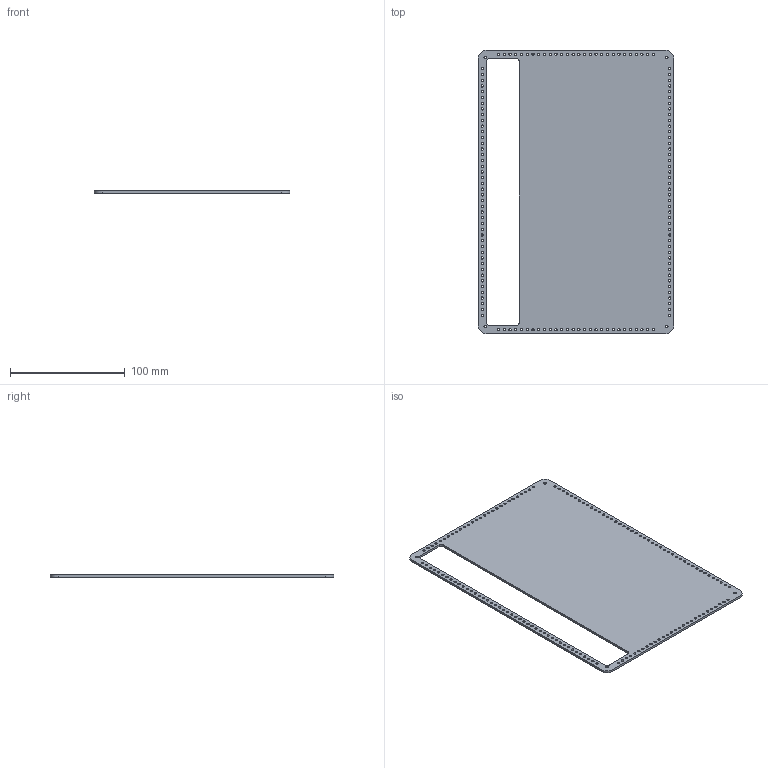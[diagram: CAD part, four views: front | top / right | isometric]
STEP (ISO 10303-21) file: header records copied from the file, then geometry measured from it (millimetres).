
FILE_DESCRIPTION(/* description */ (''),/* implementation_level */ '2;1');
FILE_NAME(/* name */ 'Mounting Plate.step',/* time_stamp */ '2019-09-16T11:24:04+02:00',/* author */ (''),/* organization */ (''),/* preprocessor_version */ 'ST-DEVELOPER v18',/* originating_system */ 'Autodesk Translation Framework v8.6.0.1094',/* authorisation */ '');
FILE_SCHEMA (('AUTOMOTIVE_DESIGN { 1 0 10303 214 3 1 1 }'));
Length unit declared in the file: millimetre
Products named in the file (1): DLT-10inch-Assembly
Bounding box: 170.35 x 247.07 x 2 mm (x, y, z)
Volume: 69778.8 mm3; surface area: 74335 mm2
Topology: 1 solids, 1 shells, 166 faces, 492 edges, 328 vertices
Faces by surface type: cylinder 156, plane 10
Full cylindrical faces by diameter (mm): 2 x144, 2.5 x4
Entity records: 6394 total; most frequent: DIRECTION 1138, CARTESIAN_POINT 987, ORIENTED_EDGE 984, EDGE_CURVE 492, AXIS2_PLACEMENT_3D 479, EDGE_LOOP 464, VERTEX_POINT 328, CIRCLE 312
